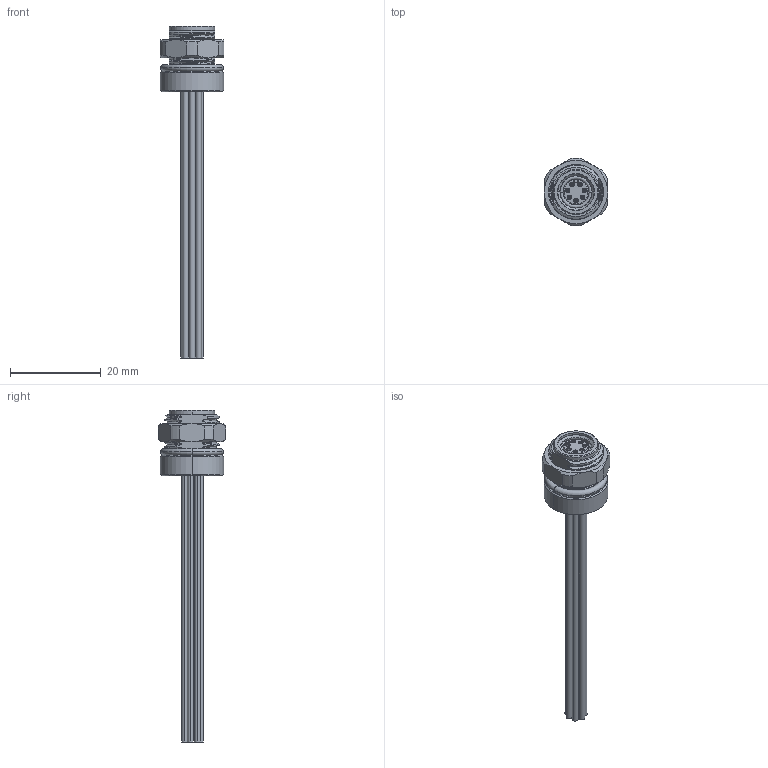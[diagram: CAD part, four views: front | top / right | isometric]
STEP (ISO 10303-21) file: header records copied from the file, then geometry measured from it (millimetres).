
FILE_DESCRIPTION((''),'2;1');
FILE_NAME('8P-K1888B__7','2025-09-18T',('gongcheng16'),(''),'PRO/ENGINEER BY PARAMETRIC TECHNOLOGY CORPORATION, 2010280','PRO/ENGINEER BY PARAMETRIC TECHNOLOGY CORPORATION, 2010280','');
FILE_SCHEMA(('CONFIG_CONTROL_DESIGN'));
Length unit declared in the file: millimetre
Products named in the file (1): 8P-K1888B__7
Bounding box: 14 x 14.98 x 73.2 mm (x, y, z)
Volume: 224.5 mm3; surface area: 5082.2 mm2
Topology: 1 solids, 20 shells, 689 faces, 1680 edges, 1045 vertices
Faces by surface type: cylinder 251, plane 188, cone 147, bspline 61, torus 42
Entity records: 31000 total; most frequent: CARTESIAN_POINT 15068, DIRECTION 3315, ORIENTED_EDGE 3304, EDGE_CURVE 1652, AXIS2_PLACEMENT_3D 1331, VERTEX_POINT 1045, EDGE_LOOP 767, CIRCLE 702
